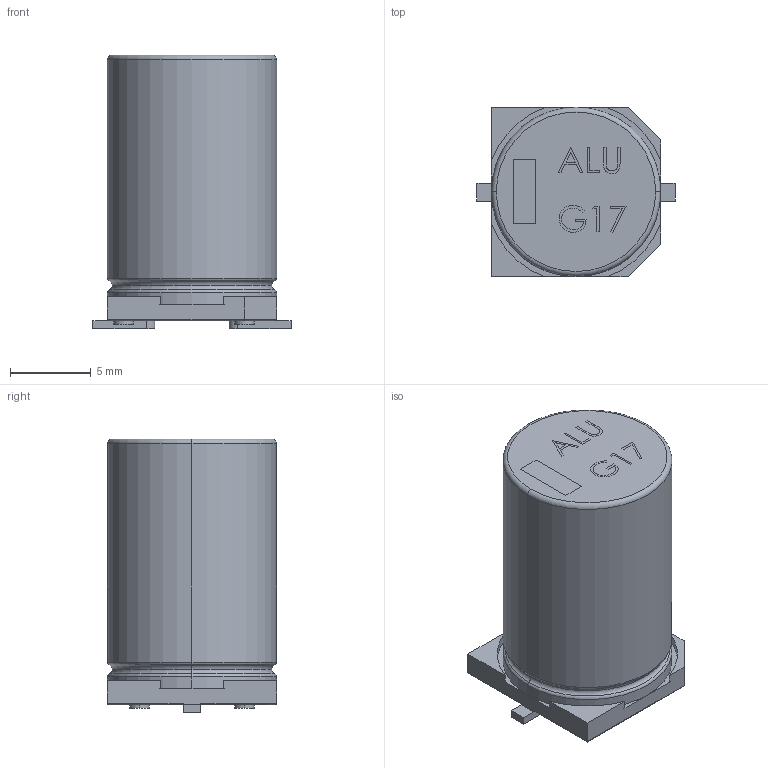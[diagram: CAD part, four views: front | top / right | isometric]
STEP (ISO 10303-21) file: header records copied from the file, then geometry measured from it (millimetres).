
FILE_DESCRIPTION (( 'STEP AP214' ), '1' );
FILE_NAME ('User Library-ALU-G17.STEP', '2012-03-26T05:47:27', ( 'sysAdmin' ), ( 'SolidWorks' ), 'SwSTEP 2.0', 'SolidWorks 2012', '' );
FILE_SCHEMA (( 'AUTOMOTIVE_DESIGN' ));
Length unit declared in the file: millimetre
Products named in the file (1): User Library-ALU-G17
Bounding box: 12.3 x 10.5 x 17 mm (x, y, z)
Volume: 667.8 mm3; surface area: 1288 mm2
Topology: 1 solids, 2 shells, 142 faces, 350 edges, 224 vertices
Faces by surface type: plane 83, cylinder 29, bspline 16, torus 14
Entity records: 6587 total; most frequent: CARTESIAN_POINT 1839, ORIENTED_EDGE 700, DIRECTION 640, EDGE_CURVE 350, VECTOR 238, LINE 238, VERTEX_POINT 224, AXIS2_PLACEMENT_3D 201
